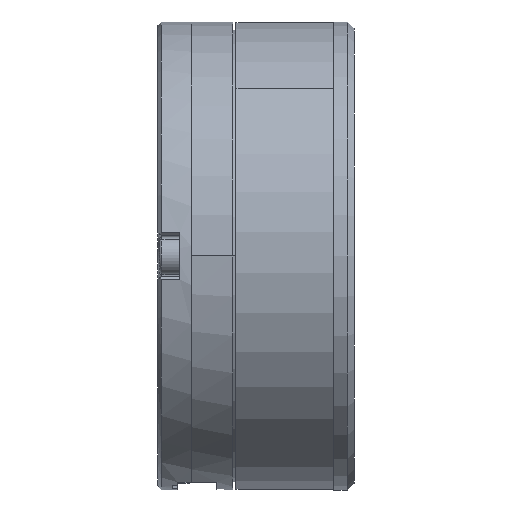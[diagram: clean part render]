
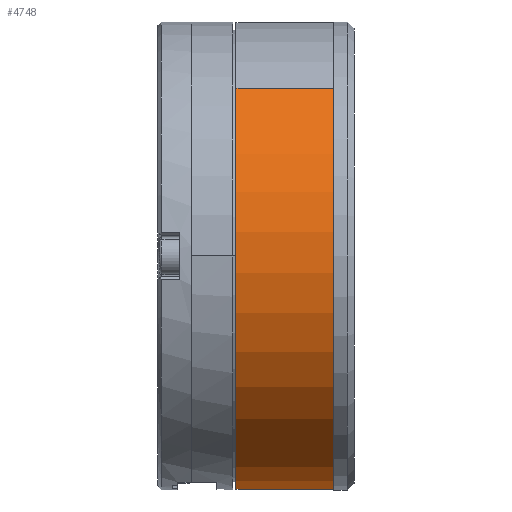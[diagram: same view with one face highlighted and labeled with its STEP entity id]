
A CAD part, front view. The second image highlights one B-rep face of the part: STEP entity #4748.
In plain terms, the highlighted cylindrical face has radius 34.5 mm (diameter 69 mm), a partial arc.
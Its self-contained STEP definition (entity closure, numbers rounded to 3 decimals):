
#176 = FACE_OUTER_BOUND ( 'NONE', #2830, .T. ) ;
#192 = CYLINDRICAL_SURFACE ( 'NONE', #6717, 34.5 ) ;
#205 = VERTEX_POINT ( 'NONE', #10061 ) ;
#245 = VERTEX_POINT ( 'NONE', #10059 ) ;
#774 = VERTEX_POINT ( 'NONE', #10256 ) ;
#781 = VERTEX_POINT ( 'NONE', #10265 ) ;
#2599 = ORIENTED_EDGE ( 'NONE', *, *, #5295, .T. ) ;
#2605 = ORIENTED_EDGE ( 'NONE', *, *, #5330, .T. ) ;
#2606 = ORIENTED_EDGE ( 'NONE', *, *, #5317, .T. ) ;
#2607 = ORIENTED_EDGE ( 'NONE', *, *, #5338, .F. ) ;
#2830 = EDGE_LOOP ( 'NONE', ( #2599, #2605, #2606, #2607 ) ) ;
#3212 = CARTESIAN_POINT ( 'NONE',  ( -3., 0., 0. ) ) ;
#3231 = DIRECTION ( 'NONE',  ( 0., 0.697, -0.717 ) ) ;
#3252 = DIRECTION ( 'NONE',  ( -1., 0., 0. ) ) ;
#4748 = ADVANCED_FACE ( 'NONE', ( #176 ), #192, .T. ) ;
#5295 = EDGE_CURVE ( 'NONE', #205, #781, #11002, .T. ) ;
#5317 = EDGE_CURVE ( 'NONE', #245, #774, #11001, .T. ) ;
#5330 = EDGE_CURVE ( 'NONE', #781, #245, #11014, .T. ) ;
#5338 = EDGE_CURVE ( 'NONE', #205, #774, #11049, .T. ) ;
#6717 = AXIS2_PLACEMENT_3D ( 'NONE', #3212, #3252, #3231 ) ;
#8920 = AXIS2_PLACEMENT_3D ( 'NONE', #12649, #12638, #12639 ) ;
#8961 = AXIS2_PLACEMENT_3D ( 'NONE', #12564, #12569, #12565 ) ;
#10059 = CARTESIAN_POINT ( 'NONE',  ( -17.4, -24.034, 24.751 ) ) ;
#10061 = CARTESIAN_POINT ( 'NONE',  ( -3., 24.034, -24.751 ) ) ;
#10256 = CARTESIAN_POINT ( 'NONE',  ( -17.4, 24.034, -24.751 ) ) ;
#10265 = CARTESIAN_POINT ( 'NONE',  ( -3., -24.034, 24.751 ) ) ;
#11001 = CIRCLE ( 'NONE', #8920, 34.5 ) ;
#11002 = CIRCLE ( 'NONE', #8961, 34.5 ) ;
#11005 = VECTOR ( 'NONE', #12690, 1000. ) ;
#11014 = LINE ( 'NONE', #12691, #11025 ) ;
#11025 = VECTOR ( 'NONE', #12684, 1000. ) ;
#11049 = LINE ( 'NONE', #12703, #11005 ) ;
#12564 = CARTESIAN_POINT ( 'NONE',  ( -3., 0., 0. ) ) ;
#12565 = DIRECTION ( 'NONE',  ( 0., 0.697, -0.717 ) ) ;
#12569 = DIRECTION ( 'NONE',  ( -1., 0., 0. ) ) ;
#12638 = DIRECTION ( 'NONE',  ( 1., 0., 0. ) ) ;
#12639 = DIRECTION ( 'NONE',  ( 0., 0.697, -0.717 ) ) ;
#12649 = CARTESIAN_POINT ( 'NONE',  ( -17.4, 0., 0. ) ) ;
#12684 = DIRECTION ( 'NONE',  ( -1., 0., 0. ) ) ;
#12690 = DIRECTION ( 'NONE',  ( -1., 0., 0. ) ) ;
#12691 = CARTESIAN_POINT ( 'NONE',  ( -3., -24.034, 24.751 ) ) ;
#12703 = CARTESIAN_POINT ( 'NONE',  ( -3., 24.034, -24.751 ) ) ;
